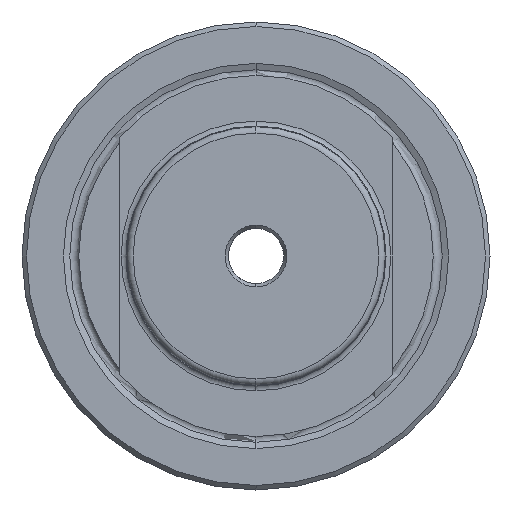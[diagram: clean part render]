
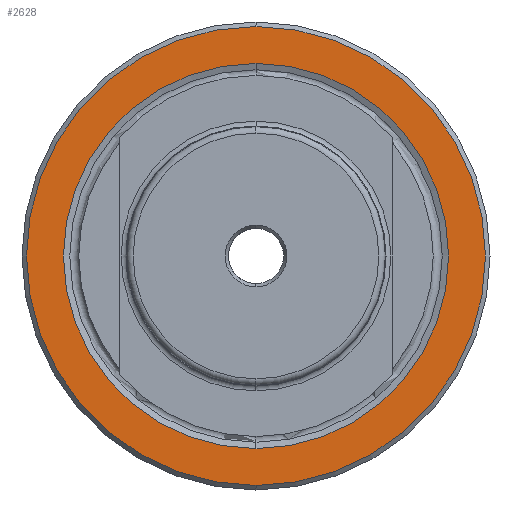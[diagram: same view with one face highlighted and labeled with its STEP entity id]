
A CAD part, left-side view. The second image highlights one B-rep face of the part: STEP entity #2628.
In plain terms, the highlighted planar face has unit normal (-1, 0, 0).
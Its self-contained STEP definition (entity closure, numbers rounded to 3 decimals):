
#12 = VERTEX_POINT ( 'NONE', #902 ) ;
#406 = AXIS2_PLACEMENT_3D ( 'NONE', #3981, #3964, #3960 ) ;
#485 = EDGE_CURVE ( 'NONE', #12, #1053, #4202, .T. ) ;
#550 = EDGE_LOOP ( 'NONE', ( #4657, #1292 ) ) ;
#720 = DIRECTION ( 'NONE',  ( -1., 0., 0. ) ) ;
#749 = DIRECTION ( 'NONE',  ( 0., 0., 1. ) ) ;
#827 = CARTESIAN_POINT ( 'NONE',  ( 40., 0., 0. ) ) ;
#855 = CIRCLE ( 'NONE', #406, 29.626 ) ;
#902 = CARTESIAN_POINT ( 'NONE',  ( 40., 0., 35.3 ) ) ;
#1053 = VERTEX_POINT ( 'NONE', #3833 ) ;
#1292 = ORIENTED_EDGE ( 'NONE', *, *, #485, .T. ) ;
#1596 = AXIS2_PLACEMENT_3D ( 'NONE', #2878, #2668, #2649 ) ;
#1885 = EDGE_CURVE ( 'NONE', #1053, #12, #1936, .T. ) ;
#1936 = CIRCLE ( 'NONE', #1596, 35.3 ) ;
#2000 = DIRECTION ( 'NONE',  ( 0., 0., -1. ) ) ;
#2014 = AXIS2_PLACEMENT_3D ( 'NONE', #2821, #2660, #2480 ) ;
#2019 = PLANE ( 'NONE',  #2593 ) ;
#2065 = CARTESIAN_POINT ( 'NONE',  ( 40., 0., 29.626 ) ) ;
#2113 = EDGE_CURVE ( 'NONE', #3483, #4461, #2934, .T. ) ;
#2259 = DIRECTION ( 'NONE',  ( 1., 0., 0. ) ) ;
#2480 = DIRECTION ( 'NONE',  ( 0., 0., 1. ) ) ;
#2593 = AXIS2_PLACEMENT_3D ( 'NONE', #2065, #2259, #2000 ) ;
#2628 = ADVANCED_FACE ( 'NONE', ( #4256, #4168 ), #2019, .F. ) ;
#2649 = DIRECTION ( 'NONE',  ( 0., 0., 1. ) ) ;
#2660 = DIRECTION ( 'NONE',  ( -1., 0., 0. ) ) ;
#2668 = DIRECTION ( 'NONE',  ( -1., 0., 0. ) ) ;
#2782 = EDGE_LOOP ( 'NONE', ( #4248, #4566 ) ) ;
#2821 = CARTESIAN_POINT ( 'NONE',  ( 40., 0., 0. ) ) ;
#2878 = CARTESIAN_POINT ( 'NONE',  ( 40., 0., 0. ) ) ;
#2934 = CIRCLE ( 'NONE', #2953, 29.626 ) ;
#2953 = AXIS2_PLACEMENT_3D ( 'NONE', #827, #720, #749 ) ;
#3211 = CARTESIAN_POINT ( 'NONE',  ( 40., 0., 29.626 ) ) ;
#3483 = VERTEX_POINT ( 'NONE', #3211 ) ;
#3833 = CARTESIAN_POINT ( 'NONE',  ( 40., 0., -35.3 ) ) ;
#3852 = CARTESIAN_POINT ( 'NONE',  ( 40., 0., -29.626 ) ) ;
#3960 = DIRECTION ( 'NONE',  ( 0., 0., 1. ) ) ;
#3964 = DIRECTION ( 'NONE',  ( -1., 0., 0. ) ) ;
#3981 = CARTESIAN_POINT ( 'NONE',  ( 40., 0., 0. ) ) ;
#4168 = FACE_OUTER_BOUND ( 'NONE', #550, .T. ) ;
#4202 = CIRCLE ( 'NONE', #2014, 35.3 ) ;
#4248 = ORIENTED_EDGE ( 'NONE', *, *, #2113, .F. ) ;
#4256 = FACE_BOUND ( 'NONE', #2782, .T. ) ;
#4436 = EDGE_CURVE ( 'NONE', #4461, #3483, #855, .T. ) ;
#4461 = VERTEX_POINT ( 'NONE', #3852 ) ;
#4566 = ORIENTED_EDGE ( 'NONE', *, *, #4436, .F. ) ;
#4657 = ORIENTED_EDGE ( 'NONE', *, *, #1885, .T. ) ;
